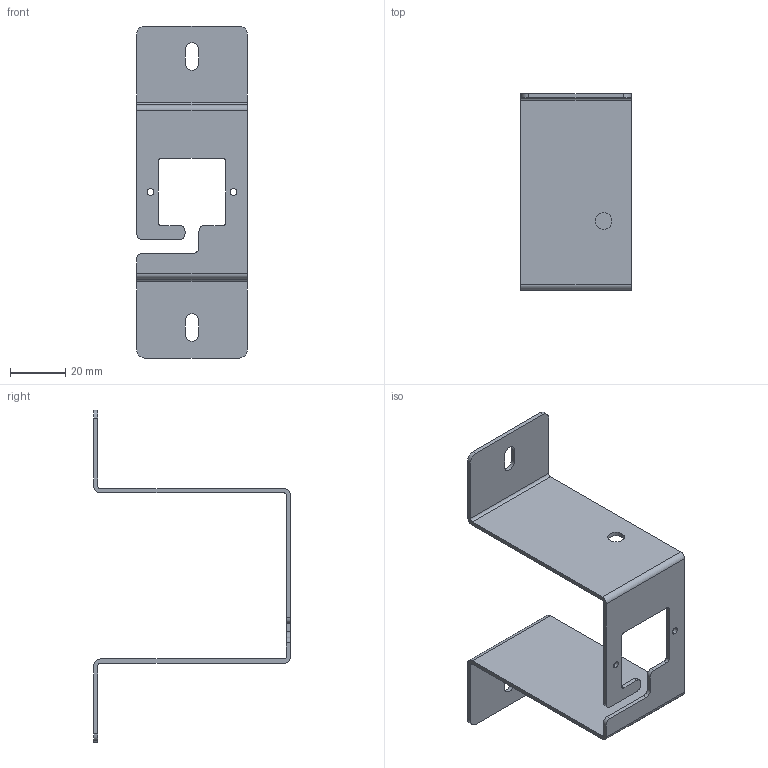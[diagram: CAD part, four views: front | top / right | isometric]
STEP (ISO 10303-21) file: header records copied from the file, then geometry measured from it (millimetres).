
FILE_DESCRIPTION (( 'STEP AP203' ), '1' );
FILE_NAME ('MS001-B.03.013JS.1.1 机械臂电源固定钣金.step', '2021-08-27T10:51:21', ( 'Windows User' ), ( 'P R C' ), 'SwSTEP 2.0', 'SolidWorks 2016', '' );
FILE_SCHEMA (( 'CONFIG_CONTROL_DESIGN' ));
Length unit declared in the file: millimetre
Products named in the file (1): MS001-B.03.013JS.1.1 机械臂电源固定钣金
Bounding box: 40 x 71 x 120 mm (x, y, z)
Volume: 14087.4 mm3; surface area: 19996.4 mm2
Topology: 1 solids, 1 shells, 62 faces, 180 edges, 120 vertices
Faces by surface type: cylinder 34, plane 28
Entity records: 2169 total; most frequent: DIRECTION 374, CARTESIAN_POINT 363, ORIENTED_EDGE 360, EDGE_CURVE 180, AXIS2_PLACEMENT_3D 131, VERTEX_POINT 120, VECTOR 112, LINE 112
